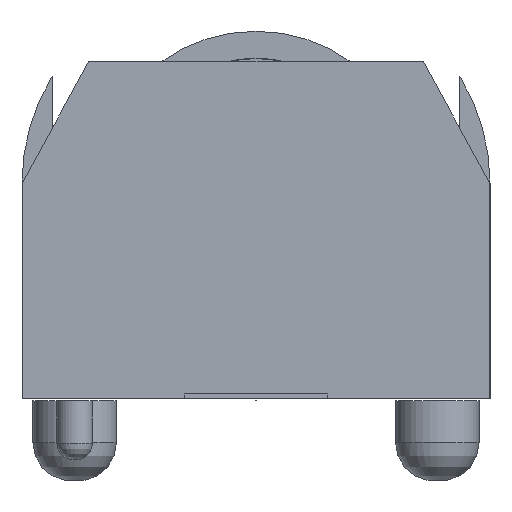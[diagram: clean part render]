
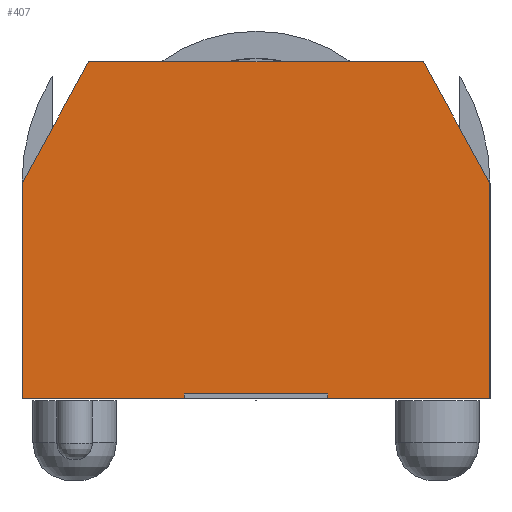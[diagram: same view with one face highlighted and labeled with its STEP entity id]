
A CAD part, left-side view. The second image highlights one B-rep face of the part: STEP entity #407.
In plain terms, the highlighted planar face has unit normal (-1, 0, 0).
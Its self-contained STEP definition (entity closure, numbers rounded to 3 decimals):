
#13=DIRECTION('',(0.,0.,1.));
#30=DIRECTION('',(0.,1.,0.));
#37=VECTOR('',#30,1.);
#85=VECTOR('',#13,1.);
#89=DIRECTION('',(0.,-1.,0.));
#128=VECTOR('',#89,1.);
#149=VERTEX_POINT('',#150);
#150=CARTESIAN_POINT('',(-38.525,10.325,9.6));
#153=EDGE_CURVE('',#149,#154,#156,.T.);
#154=VERTEX_POINT('',#155);
#155=CARTESIAN_POINT('',(-38.525,10.322,9.6));
#156=LINE('',#150,#128);
#186=VERTEX_POINT('',#187);
#187=CARTESIAN_POINT('',(-38.525,10.325,0.1));
#195=ORIENTED_EDGE('',*,*,#196,.F.);
#196=EDGE_CURVE('',#186,#149,#197,.T.);
#197=LINE('',#187,#85);
#267=VECTOR('',#268,1.);
#268=DIRECTION('',(0.,0.481,-0.877));
#282=VECTOR('',#283,1.);
#283=DIRECTION('',(0.,0.481,0.877));
#407=ADVANCED_FACE('',(#408),#462,.T.);
#408=FACE_BOUND('',#409,.T.);
#409=EDGE_LOOP('',(#195,#410,#415,#420,#425,#430,#434,#439,#443,#449,#457,#461));
#410=ORIENTED_EDGE('',*,*,#411,.T.);
#411=EDGE_CURVE('',#186,#412,#414,.T.);
#412=VERTEX_POINT('',#413);
#413=CARTESIAN_POINT('',(-38.525,3.175,0.1));
#414=LINE('',#187,#128);
#415=ORIENTED_EDGE('',*,*,#416,.T.);
#416=EDGE_CURVE('',#412,#417,#419,.T.);
#417=VERTEX_POINT('',#418);
#418=CARTESIAN_POINT('',(-38.525,3.175,0.3));
#419=LINE('',#413,#85);
#420=ORIENTED_EDGE('',*,*,#421,.F.);
#421=EDGE_CURVE('',#422,#417,#424,.T.);
#422=VERTEX_POINT('',#423);
#423=CARTESIAN_POINT('',(-38.525,-3.175,0.3));
#424=LINE('',#423,#37);
#425=ORIENTED_EDGE('',*,*,#426,.F.);
#426=EDGE_CURVE('',#427,#422,#429,.T.);
#427=VERTEX_POINT('',#428);
#428=CARTESIAN_POINT('',(-38.525,-3.175,0.1));
#429=LINE('',#428,#85);
#430=ORIENTED_EDGE('',*,*,#431,.T.);
#431=EDGE_CURVE('',#427,#432,#414,.T.);
#432=VERTEX_POINT('',#433);
#433=CARTESIAN_POINT('',(-38.525,-10.325,0.1));
#434=ORIENTED_EDGE('',*,*,#435,.T.);
#435=EDGE_CURVE('',#432,#436,#438,.T.);
#436=VERTEX_POINT('',#437);
#437=CARTESIAN_POINT('',(-38.525,-10.325,9.6));
#438=LINE('',#433,#85);
#439=ORIENTED_EDGE('',*,*,#440,.F.);
#440=EDGE_CURVE('',#441,#436,#156,.T.);
#441=VERTEX_POINT('',#442);
#442=CARTESIAN_POINT('',(-38.525,-10.322,9.6));
#443=ORIENTED_EDGE('',*,*,#444,.T.);
#444=EDGE_CURVE('',#441,#445,#447,.T.);
#445=VERTEX_POINT('',#446);
#446=CARTESIAN_POINT('',(-38.525,-7.385,14.95));
#447=LINE('',#448,#282);
#448=CARTESIAN_POINT('',(-38.525,-6.664,16.264));
#449=ORIENTED_EDGE('',*,*,#450,.T.);
#450=EDGE_CURVE('',#445,#451,#453,.T.);
#451=VERTEX_POINT('',#452);
#452=CARTESIAN_POINT('',(-38.525,7.385,14.95));
#453=LINE('',#454,#455);
#454=CARTESIAN_POINT('',(-38.525,0.,14.95));
#455=VECTOR('',#456,1.);
#456=DIRECTION('',(0.,1.,0.));
#457=ORIENTED_EDGE('',*,*,#458,.T.);
#458=EDGE_CURVE('',#451,#154,#459,.T.);
#459=LINE('',#460,#267);
#460=CARTESIAN_POINT('',(-38.525,9.054,11.909));
#461=ORIENTED_EDGE('',*,*,#153,.F.);
#462=PLANE('',#463);
#463=AXIS2_PLACEMENT_3D('',#464,#465,#466);
#464=CARTESIAN_POINT('',(-38.525,0.,8.36));
#465=DIRECTION('',(-1.,0.,0.));
#466=DIRECTION('',(0.,0.,-1.));
